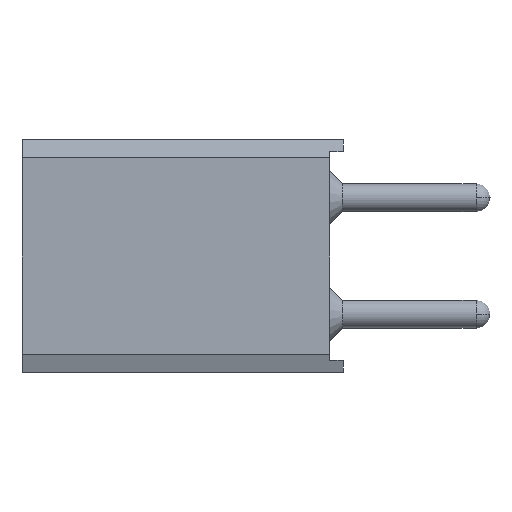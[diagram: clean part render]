
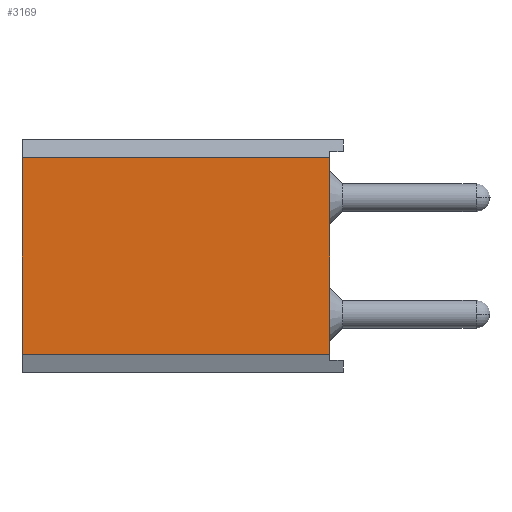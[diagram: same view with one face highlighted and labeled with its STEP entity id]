
A CAD part, left-side view. The second image highlights one B-rep face of the part: STEP entity #3169.
In plain terms, the highlighted planar face has unit normal (-1, 0, 0).
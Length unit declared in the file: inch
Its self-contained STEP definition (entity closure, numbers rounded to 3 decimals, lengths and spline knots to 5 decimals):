
#702 = CARTESIAN_POINT ( 'NONE',  ( -0.01203, 0., -0.18425 ) ) ;
#1158 = ORIENTED_EDGE ( 'NONE', *, *, #3426, .T. ) ;
#1539 = VECTOR ( 'NONE', #5914, 39.37008 ) ;
#2061 = ORIENTED_EDGE ( 'NONE', *, *, #13820, .F. ) ;
#2451 = VECTOR ( 'NONE', #2564, 39.37008 ) ;
#2564 = DIRECTION ( 'NONE',  ( 0., 1., 0. ) ) ;
#3125 = DIRECTION ( 'NONE',  ( 0., 0., 1. ) ) ;
#3169 = ADVANCED_FACE ( 'NONE', ( #7705 ), #12436, .T. ) ;
#3171 = LINE ( 'NONE', #14804, #7447 ) ;
#3365 = CARTESIAN_POINT ( 'NONE',  ( -0.01203, -0.276, -0.18425 ) ) ;
#3426 = EDGE_CURVE ( 'NONE', #5101, #7217, #3736, .T. ) ;
#3736 = LINE ( 'NONE', #5129, #2451 ) ;
#3983 = VECTOR ( 'NONE', #6606, 39.37008 ) ;
#4189 = DIRECTION ( 'NONE',  ( 0., 0., 1. ) ) ;
#4213 = LINE ( 'NONE', #702, #3983 ) ;
#4869 = CARTESIAN_POINT ( 'NONE',  ( -0.01203, -0.26419, -0.01575 ) ) ;
#5101 = VERTEX_POINT ( 'NONE', #4869 ) ;
#5129 = CARTESIAN_POINT ( 'NONE',  ( -0.01203, -0.276, -0.01575 ) ) ;
#5611 = CARTESIAN_POINT ( 'NONE',  ( -0.01203, -0.276, -0.18425 ) ) ;
#5632 = VERTEX_POINT ( 'NONE', #6154 ) ;
#5914 = DIRECTION ( 'NONE',  ( 0., 1., 0. ) ) ;
#5973 = EDGE_CURVE ( 'NONE', #5632, #8878, #6856, .T. ) ;
#6154 = CARTESIAN_POINT ( 'NONE',  ( -0.01203, -0.26419, -0.18425 ) ) ;
#6606 = DIRECTION ( 'NONE',  ( 0., 0., 1. ) ) ;
#6827 = EDGE_LOOP ( 'NONE', ( #9919, #1158, #2061, #14289 ) ) ;
#6856 = LINE ( 'NONE', #3365, #1539 ) ;
#7217 = VERTEX_POINT ( 'NONE', #10292 ) ;
#7447 = VECTOR ( 'NONE', #4189, 39.37008 ) ;
#7705 = FACE_OUTER_BOUND ( 'NONE', #6827, .T. ) ;
#8878 = VERTEX_POINT ( 'NONE', #14837 ) ;
#8999 = AXIS2_PLACEMENT_3D ( 'NONE', #5611, #13839, #3125 ) ;
#9919 = ORIENTED_EDGE ( 'NONE', *, *, #14049, .T. ) ;
#10292 = CARTESIAN_POINT ( 'NONE',  ( -0.01203, 0., -0.01575 ) ) ;
#12436 = PLANE ( 'NONE',  #8999 ) ;
#13820 = EDGE_CURVE ( 'NONE', #8878, #7217, #4213, .T. ) ;
#13839 = DIRECTION ( 'NONE',  ( -1., 0., 0. ) ) ;
#14049 = EDGE_CURVE ( 'NONE', #5632, #5101, #3171, .T. ) ;
#14289 = ORIENTED_EDGE ( 'NONE', *, *, #5973, .F. ) ;
#14804 = CARTESIAN_POINT ( 'NONE',  ( -0.01203, -0.26419, -0.18976 ) ) ;
#14837 = CARTESIAN_POINT ( 'NONE',  ( -0.01203, 0., -0.18425 ) ) ;
